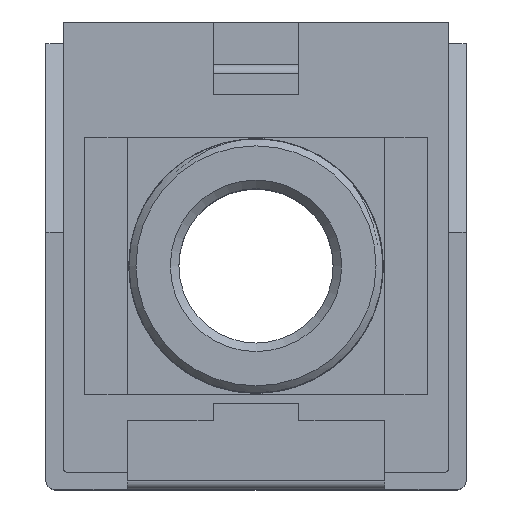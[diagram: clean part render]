
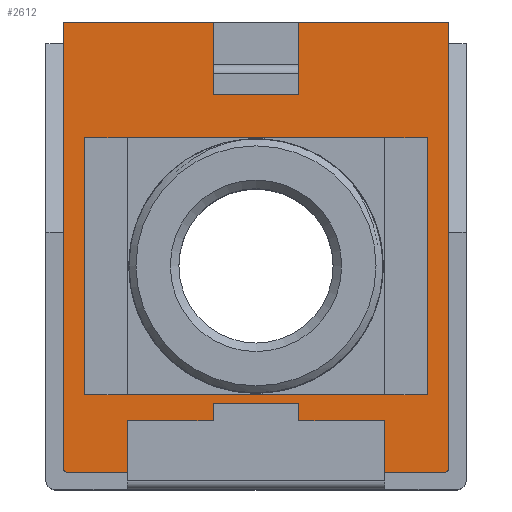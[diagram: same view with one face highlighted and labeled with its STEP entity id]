
A CAD part, top view. The second image highlights one B-rep face of the part: STEP entity #2612.
In plain terms, the highlighted planar face has unit normal (0, 0, 1).
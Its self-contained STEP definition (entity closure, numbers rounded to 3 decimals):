
#82=FACE_BOUND('',#417,.T.);
#155=PLANE('',#2818);
#268=FACE_OUTER_BOUND('',#416,.T.);
#416=EDGE_LOOP('',(#2214,#2215,#2216,#2217,#2218,#2219,#2220,#2221,#2222,
#2223,#2224,#2225,#2226,#2227,#2228,#2229,#2230,#2231));
#417=EDGE_LOOP('',(#2232,#2233,#2234,#2235,#2236,#2237,#2238,#2239));
#583=LINE('',#3881,#858);
#587=LINE('',#3889,#862);
#590=LINE('',#3895,#865);
#594=LINE('',#3904,#869);
#598=LINE('',#3912,#873);
#601=LINE('',#3918,#876);
#609=LINE('',#3938,#884);
#619=LINE('',#3963,#894);
#625=LINE('',#3974,#900);
#630=LINE('',#3982,#905);
#633=LINE('',#3990,#908);
#636=LINE('',#3996,#911);
#639=LINE('',#4002,#914);
#649=LINE('',#4022,#924);
#652=LINE('',#4028,#927);
#655=LINE('',#4034,#930);
#658=LINE('',#4038,#933);
#659=LINE('',#4040,#934);
#660=LINE('',#4041,#935);
#667=LINE('',#4056,#942);
#676=LINE('',#4073,#951);
#680=LINE('',#4080,#955);
#681=LINE('',#4082,#956);
#682=LINE('',#4083,#957);
#858=VECTOR('',#3194,10.);
#862=VECTOR('',#3200,10.);
#865=VECTOR('',#3205,10.);
#869=VECTOR('',#3213,10.);
#873=VECTOR('',#3219,10.);
#876=VECTOR('',#3224,10.);
#884=VECTOR('',#3242,10.);
#894=VECTOR('',#3262,10.);
#900=VECTOR('',#3272,10.);
#905=VECTOR('',#3281,10.);
#908=VECTOR('',#3286,10.);
#911=VECTOR('',#3291,10.);
#914=VECTOR('',#3296,10.);
#924=VECTOR('',#3310,10.);
#927=VECTOR('',#3315,10.);
#930=VECTOR('',#3320,10.);
#933=VECTOR('',#3325,10.);
#934=VECTOR('',#3328,10.);
#935=VECTOR('',#3329,10.);
#942=VECTOR('',#3340,10.);
#951=VECTOR('',#3353,10.);
#955=VECTOR('',#3359,10.);
#956=VECTOR('',#3362,10.);
#957=VECTOR('',#3363,10.);
#1059=CIRCLE('',#2787,0.1);
#1062=CIRCLE('',#2793,0.1);
#1183=VERTEX_POINT('',#3879);
#1184=VERTEX_POINT('',#3880);
#1187=VERTEX_POINT('',#3888);
#1189=VERTEX_POINT('',#3894);
#1191=VERTEX_POINT('',#3902);
#1192=VERTEX_POINT('',#3903);
#1195=VERTEX_POINT('',#3911);
#1197=VERTEX_POINT('',#3917);
#1199=VERTEX_POINT('',#3925);
#1200=VERTEX_POINT('',#3926);
#1204=VERTEX_POINT('',#3936);
#1212=VERTEX_POINT('',#3956);
#1213=VERTEX_POINT('',#3957);
#1214=VERTEX_POINT('',#3962);
#1221=VERTEX_POINT('',#3987);
#1222=VERTEX_POINT('',#3989);
#1224=VERTEX_POINT('',#3995);
#1226=VERTEX_POINT('',#4001);
#1233=VERTEX_POINT('',#4019);
#1234=VERTEX_POINT('',#4021);
#1236=VERTEX_POINT('',#4027);
#1238=VERTEX_POINT('',#4033);
#1243=VERTEX_POINT('',#4053);
#1244=VERTEX_POINT('',#4055);
#1250=VERTEX_POINT('',#4071);
#1252=VERTEX_POINT('',#4078);
#1485=EDGE_CURVE('',#1183,#1184,#583,.T.);
#1489=EDGE_CURVE('',#1184,#1187,#587,.T.);
#1492=EDGE_CURVE('',#1189,#1183,#590,.T.);
#1496=EDGE_CURVE('',#1191,#1192,#594,.T.);
#1500=EDGE_CURVE('',#1192,#1195,#598,.T.);
#1503=EDGE_CURVE('',#1197,#1191,#601,.T.);
#1507=EDGE_CURVE('',#1199,#1200,#1059,.T.);
#1513=EDGE_CURVE('',#1199,#1204,#609,.T.);
#1522=EDGE_CURVE('',#1212,#1213,#1062,.T.);
#1525=EDGE_CURVE('',#1214,#1213,#619,.T.);
#1531=EDGE_CURVE('',#1195,#1189,#625,.T.);
#1536=EDGE_CURVE('',#1187,#1197,#630,.T.);
#1539=EDGE_CURVE('',#1222,#1221,#633,.T.);
#1542=EDGE_CURVE('',#1224,#1222,#636,.T.);
#1545=EDGE_CURVE('',#1226,#1224,#639,.T.);
#1555=EDGE_CURVE('',#1234,#1233,#649,.T.);
#1558=EDGE_CURVE('',#1236,#1234,#652,.T.);
#1561=EDGE_CURVE('',#1238,#1236,#655,.T.);
#1564=EDGE_CURVE('',#1221,#1238,#658,.T.);
#1565=EDGE_CURVE('',#1233,#1200,#659,.T.);
#1566=EDGE_CURVE('',#1212,#1226,#660,.T.);
#1573=EDGE_CURVE('',#1244,#1243,#667,.T.);
#1582=EDGE_CURVE('',#1243,#1250,#676,.T.);
#1586=EDGE_CURVE('',#1250,#1252,#680,.T.);
#1587=EDGE_CURVE('',#1204,#1244,#681,.T.);
#1588=EDGE_CURVE('',#1252,#1214,#682,.T.);
#2214=ORIENTED_EDGE('',*,*,#1507,.F.);
#2215=ORIENTED_EDGE('',*,*,#1513,.T.);
#2216=ORIENTED_EDGE('',*,*,#1587,.T.);
#2217=ORIENTED_EDGE('',*,*,#1573,.T.);
#2218=ORIENTED_EDGE('',*,*,#1582,.T.);
#2219=ORIENTED_EDGE('',*,*,#1586,.T.);
#2220=ORIENTED_EDGE('',*,*,#1588,.T.);
#2221=ORIENTED_EDGE('',*,*,#1525,.T.);
#2222=ORIENTED_EDGE('',*,*,#1522,.F.);
#2223=ORIENTED_EDGE('',*,*,#1566,.T.);
#2224=ORIENTED_EDGE('',*,*,#1545,.T.);
#2225=ORIENTED_EDGE('',*,*,#1542,.T.);
#2226=ORIENTED_EDGE('',*,*,#1539,.T.);
#2227=ORIENTED_EDGE('',*,*,#1564,.T.);
#2228=ORIENTED_EDGE('',*,*,#1561,.T.);
#2229=ORIENTED_EDGE('',*,*,#1558,.T.);
#2230=ORIENTED_EDGE('',*,*,#1555,.T.);
#2231=ORIENTED_EDGE('',*,*,#1565,.T.);
#2232=ORIENTED_EDGE('',*,*,#1489,.T.);
#2233=ORIENTED_EDGE('',*,*,#1536,.T.);
#2234=ORIENTED_EDGE('',*,*,#1503,.T.);
#2235=ORIENTED_EDGE('',*,*,#1496,.T.);
#2236=ORIENTED_EDGE('',*,*,#1500,.T.);
#2237=ORIENTED_EDGE('',*,*,#1531,.T.);
#2238=ORIENTED_EDGE('',*,*,#1492,.T.);
#2239=ORIENTED_EDGE('',*,*,#1485,.T.);
#2612=ADVANCED_FACE('',(#268,#82),#155,.T.);
#2787=AXIS2_PLACEMENT_3D('',#3927,#3232,#3233);
#2793=AXIS2_PLACEMENT_3D('',#3958,#3256,#3257);
#2818=AXIS2_PLACEMENT_3D('',#4096,#3378,#3379);
#3194=DIRECTION('',(0.,1.,0.));
#3200=DIRECTION('',(1.,0.,0.));
#3205=DIRECTION('',(-1.,0.,0.));
#3213=DIRECTION('',(0.,-1.,0.));
#3219=DIRECTION('',(-1.,0.,0.));
#3224=DIRECTION('',(1.,0.,0.));
#3232=DIRECTION('center_axis',(0.,0.,-1.));
#3233=DIRECTION('ref_axis',(0.707,-0.707,0.));
#3242=DIRECTION('',(0.,1.,0.));
#3256=DIRECTION('center_axis',(0.,0.,-1.));
#3257=DIRECTION('ref_axis',(-0.707,-0.707,0.));
#3262=DIRECTION('',(0.,-1.,0.));
#3272=DIRECTION('',(-1.,0.,0.));
#3281=DIRECTION('',(1.,0.,0.));
#3286=DIRECTION('',(0.,1.,0.));
#3291=DIRECTION('',(1.,0.,0.));
#3296=DIRECTION('',(0.,1.,0.));
#3310=DIRECTION('',(0.,-1.,0.));
#3315=DIRECTION('',(1.,0.,0.));
#3320=DIRECTION('',(0.,-1.,0.));
#3325=DIRECTION('',(1.,0.,0.));
#3328=DIRECTION('',(1.,0.,0.));
#3329=DIRECTION('',(1.,0.,0.));
#3340=DIRECTION('',(0.,-1.,0.));
#3353=DIRECTION('',(-1.,0.,0.));
#3359=DIRECTION('',(0.,1.,0.));
#3362=DIRECTION('',(-1.,0.,0.));
#3363=DIRECTION('',(-1.,0.,0.));
#3378=DIRECTION('center_axis',(0.,0.,1.));
#3379=DIRECTION('ref_axis',(1.,0.,0.));
#3879=CARTESIAN_POINT('',(-4.,-3.,10.5));
#3880=CARTESIAN_POINT('',(-4.,3.,10.5));
#3881=CARTESIAN_POINT('',(-4.,1.725,10.5));
#3888=CARTESIAN_POINT('',(-3.,3.,10.5));
#3889=CARTESIAN_POINT('',(-1.5,3.,10.5));
#3894=CARTESIAN_POINT('',(-3.,-3.,10.5));
#3895=CARTESIAN_POINT('',(-2.,-3.,10.5));
#3902=CARTESIAN_POINT('',(4.,3.,10.5));
#3903=CARTESIAN_POINT('',(4.,-3.,10.5));
#3904=CARTESIAN_POINT('',(4.,-1.275,10.5));
#3911=CARTESIAN_POINT('',(3.,-3.,10.5));
#3912=CARTESIAN_POINT('',(1.5,-3.,10.5));
#3917=CARTESIAN_POINT('',(3.,3.,10.5));
#3918=CARTESIAN_POINT('',(2.,3.,10.5));
#3925=CARTESIAN_POINT('',(4.5,-4.7,10.5));
#3926=CARTESIAN_POINT('',(4.4,-4.8,10.5));
#3927=CARTESIAN_POINT('Origin',(4.4,-4.7,10.5));
#3936=CARTESIAN_POINT('',(4.5,5.7,10.5));
#3938=CARTESIAN_POINT('',(4.5,5.7,10.5));
#3956=CARTESIAN_POINT('',(-4.4,-4.8,10.5));
#3957=CARTESIAN_POINT('',(-4.5,-4.7,10.5));
#3958=CARTESIAN_POINT('Origin',(-4.4,-4.7,10.5));
#3962=CARTESIAN_POINT('',(-4.5,5.7,10.5));
#3963=CARTESIAN_POINT('',(-4.5,-4.8,10.5));
#3974=CARTESIAN_POINT('',(-1.5,-3.,10.5));
#3982=CARTESIAN_POINT('',(1.5,3.,10.5));
#3987=CARTESIAN_POINT('',(-1.,-3.2,10.5));
#3989=CARTESIAN_POINT('',(-1.,-3.6,10.5));
#3990=CARTESIAN_POINT('',(-1.,-1.575,10.5));
#3995=CARTESIAN_POINT('',(-3.,-3.6,10.5));
#3996=CARTESIAN_POINT('',(-1.5,-3.6,10.5));
#4001=CARTESIAN_POINT('',(-3.,-4.8,10.5));
#4002=CARTESIAN_POINT('',(-3.,-2.175,10.5));
#4019=CARTESIAN_POINT('',(3.,-4.8,10.5));
#4021=CARTESIAN_POINT('',(3.,-3.6,10.5));
#4022=CARTESIAN_POINT('',(3.,-1.575,10.5));
#4027=CARTESIAN_POINT('',(1.,-3.6,10.5));
#4028=CARTESIAN_POINT('',(0.5,-3.6,10.5));
#4033=CARTESIAN_POINT('',(1.,-3.2,10.5));
#4034=CARTESIAN_POINT('',(1.,-1.375,10.5));
#4038=CARTESIAN_POINT('',(-0.5,-3.2,10.5));
#4040=CARTESIAN_POINT('',(4.5,-4.8,10.5));
#4041=CARTESIAN_POINT('',(4.5,-4.8,10.5));
#4053=CARTESIAN_POINT('',(1.,4.,10.5));
#4055=CARTESIAN_POINT('',(1.,5.7,10.5));
#4056=CARTESIAN_POINT('',(1.,3.075,10.5));
#4071=CARTESIAN_POINT('',(-1.,4.,10.5));
#4073=CARTESIAN_POINT('',(0.5,4.,10.5));
#4078=CARTESIAN_POINT('',(-1.,5.7,10.5));
#4080=CARTESIAN_POINT('',(-1.,2.225,10.5));
#4082=CARTESIAN_POINT('',(-4.5,5.7,10.5));
#4083=CARTESIAN_POINT('',(-4.5,5.7,10.5));
#4096=CARTESIAN_POINT('Origin',(0.,0.45,10.5));
